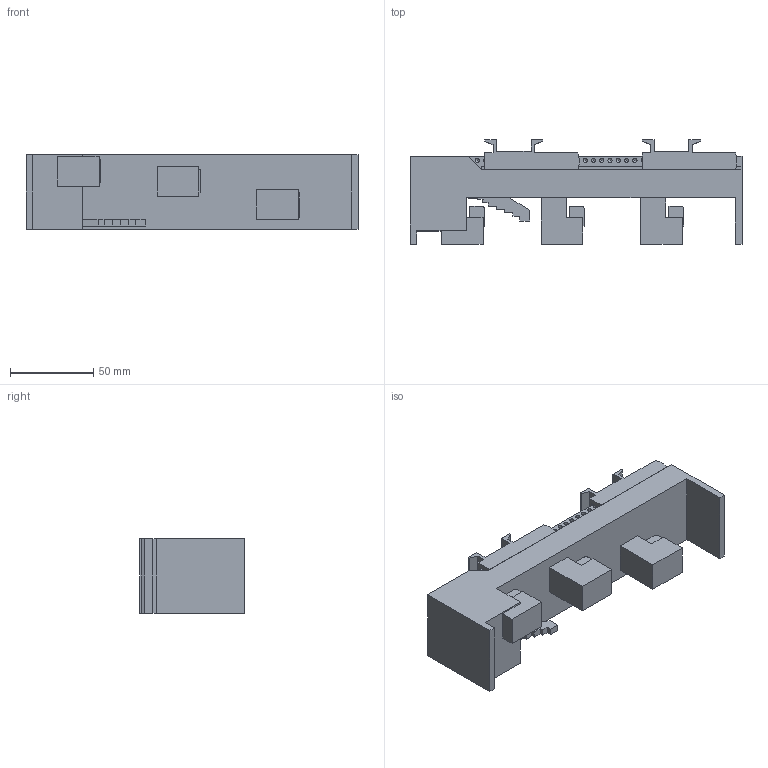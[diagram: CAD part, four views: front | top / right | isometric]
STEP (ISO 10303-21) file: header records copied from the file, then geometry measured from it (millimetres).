
FILE_DESCRIPTION((''),'2;1');
FILE_NAME('32477000.stp','2007-12-22T11:07:30',('Hubert Lenker'),(''),'Autodesk Inventor 10','Autodesk Inventor 10','');
FILE_SCHEMA(('AUTOMOTIVE_DESIGN { 1 0 10303 214 1 1 1 1 }'));
Length unit declared in the file: millimetre
Products named in the file (4): 32477000; Basis45x200; 79350000; 80034000
Assembly tree (5 placements, depth 2):
  32477000
    Basis45x200
    79350000  x2
    80034000  x2
Bounding box: 200 x 63 x 45 mm (x, y, z)
Volume: 263276.5 mm3; surface area: 72840.3 mm2
Topology: 5 solids, 5 shells, 489 faces, 1391 edges, 925 vertices
Faces by surface type: bspline 231, plane 179, cylinder 43, cone 32, torus 4
Full cylindrical faces by diameter (mm): 2.159 x2, 2.5 x32, 4.931 x2
Entity records: 13086 total; most frequent: CARTESIAN_POINT 5348, DIRECTION 1409, ORIENTED_EDGE 1356, EDGE_LOOP 720, EDGE_CURVE 678, VERTEX_POINT 544, AXIS2_PLACEMENT_3D 525, FACE_OUTER_BOUND 422
